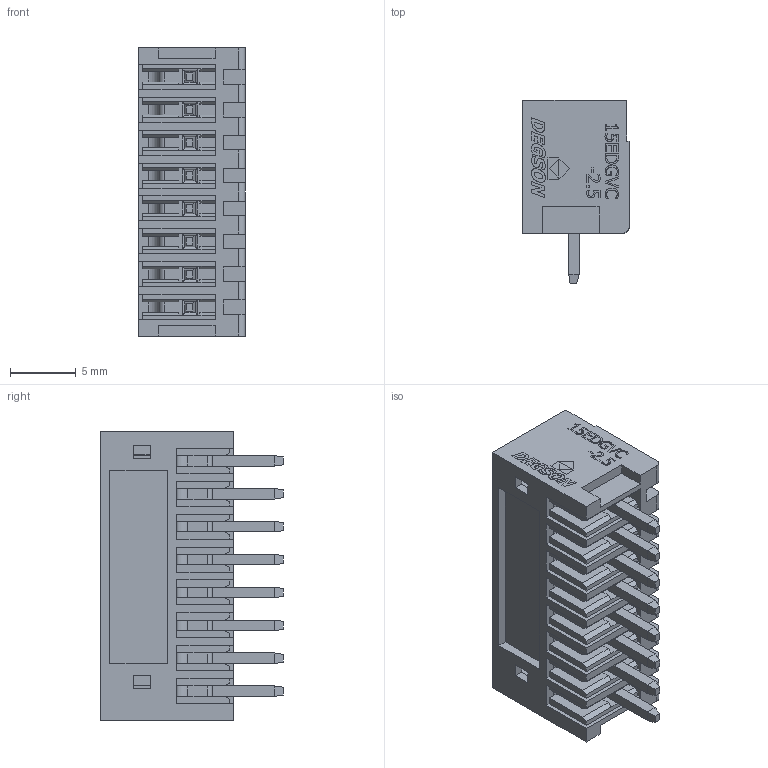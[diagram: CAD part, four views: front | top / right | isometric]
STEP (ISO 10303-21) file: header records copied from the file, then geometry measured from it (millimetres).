
FILE_DESCRIPTION (( 'STEP AP214' ), '1' );
FILE_NAME ('User Library-15EDGVC-2.5-08P-1Y-00A (H).STEP', '2019-04-11T09:32:06', ( '' ), ( '' ), 'SwSTEP 2.0', 'SolidWorks 2019', '' );
FILE_SCHEMA (( 'AUTOMOTIVE_DESIGN' ));
Length unit declared in the file: millimetre
Products named in the file (1): User Library-15EDGVC-2.5-08P-1Y-00A (H)
Bounding box: 8.1 x 13.9 x 21.9 mm (x, y, z)
Volume: 935.2 mm3; surface area: 2335.1 mm2
Topology: 9 solids, 9 shells, 1146 faces, 3029 edges, 1931 vertices
Faces by surface type: plane 908, bspline 141, cylinder 81, cone 16
Entity records: 40513 total; most frequent: CARTESIAN_POINT 8400, ORIENTED_EDGE 6058, DIRECTION 4917, EDGE_CURVE 3029, LINE 2485, VECTOR 2485, VERTEX_POINT 1931, AXIS2_PLACEMENT_3D 1216
